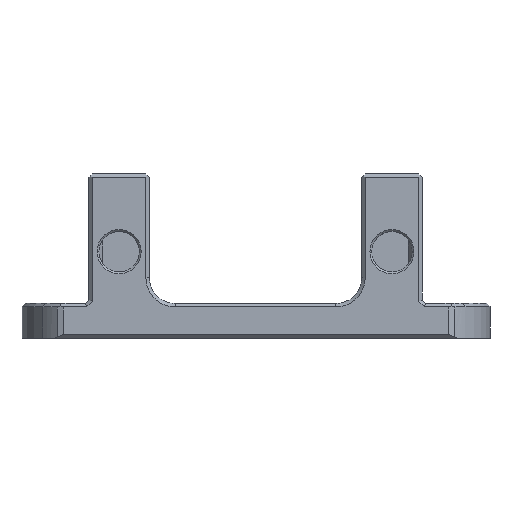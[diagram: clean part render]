
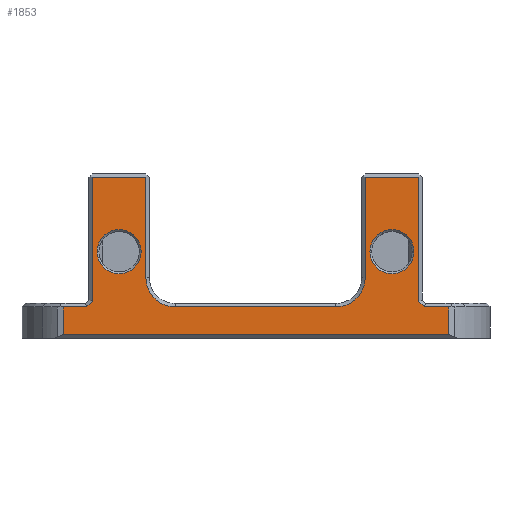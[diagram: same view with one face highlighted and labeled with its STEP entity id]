
A CAD part, front view. The second image highlights one B-rep face of the part: STEP entity #1853.
In plain terms, the highlighted planar face has unit normal (0, -1, 0).
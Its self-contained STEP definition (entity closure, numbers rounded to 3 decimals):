
#30=FACE_BOUND('',#261,.T.);
#31=FACE_BOUND('',#262,.T.);
#96=CIRCLE('',#1997,3.4);
#97=CIRCLE('',#1998,3.4);
#98=CIRCLE('',#1999,2.55);
#99=CIRCLE('',#2000,2.55);
#150=FACE_OUTER_BOUND('',#260,.T.);
#260=EDGE_LOOP('',(#1322,#1323,#1324,#1325,#1326,#1327,#1328,#1329,#1330,
#1331,#1332,#1333,#1334,#1335,#1336,#1337));
#261=EDGE_LOOP('',(#1338));
#262=EDGE_LOOP('',(#1339));
#413=LINE('',#3028,#614);
#419=LINE('',#3040,#620);
#422=LINE('',#3046,#623);
#423=LINE('',#3050,#624);
#424=LINE('',#3054,#625);
#425=LINE('',#3056,#626);
#426=LINE('',#3058,#627);
#427=LINE('',#3060,#628);
#428=LINE('',#3062,#629);
#429=LINE('',#3064,#630);
#430=LINE('',#3066,#631);
#431=LINE('',#3068,#632);
#432=LINE('',#3070,#633);
#433=LINE('',#3071,#634);
#614=VECTOR('',#2243,10.);
#620=VECTOR('',#2253,10.);
#623=VECTOR('',#2258,10.);
#624=VECTOR('',#2261,10.);
#625=VECTOR('',#2264,10.);
#626=VECTOR('',#2265,10.);
#627=VECTOR('',#2266,10.);
#628=VECTOR('',#2267,10.);
#629=VECTOR('',#2268,10.);
#630=VECTOR('',#2269,10.);
#631=VECTOR('',#2270,10.);
#632=VECTOR('',#2271,10.);
#633=VECTOR('',#2272,10.);
#634=VECTOR('',#2273,10.);
#824=VERTEX_POINT('',#3025);
#825=VERTEX_POINT('',#3027);
#829=VERTEX_POINT('',#3039);
#831=VERTEX_POINT('',#3045);
#832=VERTEX_POINT('',#3047);
#833=VERTEX_POINT('',#3049);
#834=VERTEX_POINT('',#3051);
#835=VERTEX_POINT('',#3053);
#836=VERTEX_POINT('',#3055);
#837=VERTEX_POINT('',#3057);
#838=VERTEX_POINT('',#3059);
#839=VERTEX_POINT('',#3061);
#840=VERTEX_POINT('',#3063);
#841=VERTEX_POINT('',#3065);
#842=VERTEX_POINT('',#3067);
#843=VERTEX_POINT('',#3069);
#844=VERTEX_POINT('',#3072);
#845=VERTEX_POINT('',#3074);
#1010=EDGE_CURVE('',#824,#825,#413,.T.);
#1016=EDGE_CURVE('',#825,#829,#419,.T.);
#1019=EDGE_CURVE('',#831,#824,#422,.T.);
#1020=EDGE_CURVE('',#832,#831,#96,.T.);
#1021=EDGE_CURVE('',#833,#832,#423,.T.);
#1022=EDGE_CURVE('',#834,#833,#97,.T.);
#1023=EDGE_CURVE('',#835,#834,#424,.T.);
#1024=EDGE_CURVE('',#836,#835,#425,.T.);
#1025=EDGE_CURVE('',#837,#836,#426,.T.);
#1026=EDGE_CURVE('',#838,#837,#427,.T.);
#1027=EDGE_CURVE('',#839,#838,#428,.T.);
#1028=EDGE_CURVE('',#840,#839,#429,.T.);
#1029=EDGE_CURVE('',#841,#840,#430,.T.);
#1030=EDGE_CURVE('',#842,#841,#431,.T.);
#1031=EDGE_CURVE('',#843,#842,#432,.T.);
#1032=EDGE_CURVE('',#829,#843,#433,.T.);
#1033=EDGE_CURVE('',#844,#844,#98,.T.);
#1034=EDGE_CURVE('',#845,#845,#99,.T.);
#1322=ORIENTED_EDGE('',*,*,#1010,.F.);
#1323=ORIENTED_EDGE('',*,*,#1019,.F.);
#1324=ORIENTED_EDGE('',*,*,#1020,.F.);
#1325=ORIENTED_EDGE('',*,*,#1021,.F.);
#1326=ORIENTED_EDGE('',*,*,#1022,.F.);
#1327=ORIENTED_EDGE('',*,*,#1023,.F.);
#1328=ORIENTED_EDGE('',*,*,#1024,.F.);
#1329=ORIENTED_EDGE('',*,*,#1025,.F.);
#1330=ORIENTED_EDGE('',*,*,#1026,.F.);
#1331=ORIENTED_EDGE('',*,*,#1027,.F.);
#1332=ORIENTED_EDGE('',*,*,#1028,.F.);
#1333=ORIENTED_EDGE('',*,*,#1029,.F.);
#1334=ORIENTED_EDGE('',*,*,#1030,.F.);
#1335=ORIENTED_EDGE('',*,*,#1031,.F.);
#1336=ORIENTED_EDGE('',*,*,#1032,.F.);
#1337=ORIENTED_EDGE('',*,*,#1016,.F.);
#1338=ORIENTED_EDGE('',*,*,#1033,.F.);
#1339=ORIENTED_EDGE('',*,*,#1034,.F.);
#1765=PLANE('',#1996);
#1853=ADVANCED_FACE('',(#150,#30,#31),#1765,.T.);
#1996=AXIS2_PLACEMENT_3D('',#3044,#2256,#2257);
#1997=AXIS2_PLACEMENT_3D('',#3048,#2259,#2260);
#1998=AXIS2_PLACEMENT_3D('',#3052,#2262,#2263);
#1999=AXIS2_PLACEMENT_3D('',#3073,#2274,#2275);
#2000=AXIS2_PLACEMENT_3D('',#3075,#2276,#2277);
#2243=DIRECTION('',(1.,0.,0.));
#2253=DIRECTION('',(0.,0.,-1.));
#2256=DIRECTION('center_axis',(0.,-1.,0.));
#2257=DIRECTION('ref_axis',(1.,0.,0.));
#2258=DIRECTION('',(0.,0.,1.));
#2259=DIRECTION('center_axis',(0.,-1.,0.));
#2260=DIRECTION('ref_axis',(0.707,0.,-0.707));
#2261=DIRECTION('',(1.,0.,0.));
#2262=DIRECTION('center_axis',(0.,-1.,0.));
#2263=DIRECTION('ref_axis',(-0.707,0.,-0.707));
#2264=DIRECTION('',(0.,0.,-1.));
#2265=DIRECTION('',(1.,0.,0.));
#2266=DIRECTION('',(0.,0.,1.));
#2267=DIRECTION('',(0.707,0.,0.707));
#2268=DIRECTION('',(1.,0.,0.));
#2269=DIRECTION('',(0.,0.,1.));
#2270=DIRECTION('',(-1.,0.,0.));
#2271=DIRECTION('',(0.,0.,-1.));
#2272=DIRECTION('',(1.,0.,0.));
#2273=DIRECTION('',(0.707,0.,-0.707));
#2274=DIRECTION('center_axis',(0.,-1.,0.));
#2275=DIRECTION('ref_axis',(-1.,0.,0.));
#2276=DIRECTION('center_axis',(0.,-1.,0.));
#2277=DIRECTION('ref_axis',(-1.,0.,0.));
#3025=CARTESIAN_POINT('',(-6.355,-6.066,18.6));
#3027=CARTESIAN_POINT('',(-0.155,-6.066,18.6));
#3028=CARTESIAN_POINT('',(-22.496,-6.066,18.6));
#3039=CARTESIAN_POINT('',(-0.155,-6.066,4.234));
#3040=CARTESIAN_POINT('',(-0.155,-6.066,2.));
#3044=CARTESIAN_POINT('Origin',(-41.737,-6.066,0.));
#3045=CARTESIAN_POINT('',(-6.355,-6.066,7.));
#3046=CARTESIAN_POINT('',(-6.355,-6.066,2.));
#3047=CARTESIAN_POINT('',(-9.755,-6.066,3.6));
#3048=CARTESIAN_POINT('Origin',(-9.755,-6.066,7.));
#3049=CARTESIAN_POINT('',(-28.355,-6.066,3.6));
#3050=CARTESIAN_POINT('',(-30.369,-6.066,3.6));
#3051=CARTESIAN_POINT('',(-31.755,-6.066,7.));
#3052=CARTESIAN_POINT('Origin',(-28.355,-6.066,7.));
#3053=CARTESIAN_POINT('',(-31.755,-6.066,18.6));
#3054=CARTESIAN_POINT('',(-31.755,-6.066,2.));
#3055=CARTESIAN_POINT('',(-37.955,-6.066,18.6));
#3056=CARTESIAN_POINT('',(-38.296,-6.066,18.6));
#3057=CARTESIAN_POINT('',(-37.955,-6.066,4.234));
#3058=CARTESIAN_POINT('',(-37.955,-6.066,2.));
#3059=CARTESIAN_POINT('',(-38.589,-6.066,3.6));
#3060=CARTESIAN_POINT('',(-40.117,-6.066,2.072));
#3061=CARTESIAN_POINT('',(-41.337,-6.066,3.6));
#3062=CARTESIAN_POINT('',(-30.369,-6.066,3.6));
#3063=CARTESIAN_POINT('',(-41.337,-6.066,0.4));
#3064=CARTESIAN_POINT('',(-41.337,-6.066,0.));
#3065=CARTESIAN_POINT('',(3.337,-6.066,0.4));
#3066=CARTESIAN_POINT('',(-30.369,-6.066,0.4));
#3067=CARTESIAN_POINT('',(3.337,-6.066,3.6));
#3068=CARTESIAN_POINT('',(3.337,-6.066,0.));
#3069=CARTESIAN_POINT('',(0.48,-6.066,3.6));
#3070=CARTESIAN_POINT('',(-30.369,-6.066,3.6));
#3071=CARTESIAN_POINT('',(-9.333,-6.066,13.413));
#3072=CARTESIAN_POINT('',(-32.305,-6.066,10.));
#3073=CARTESIAN_POINT('Origin',(-34.855,-6.066,10.));
#3074=CARTESIAN_POINT('',(-0.705,-6.066,10.));
#3075=CARTESIAN_POINT('Origin',(-3.255,-6.066,10.));
